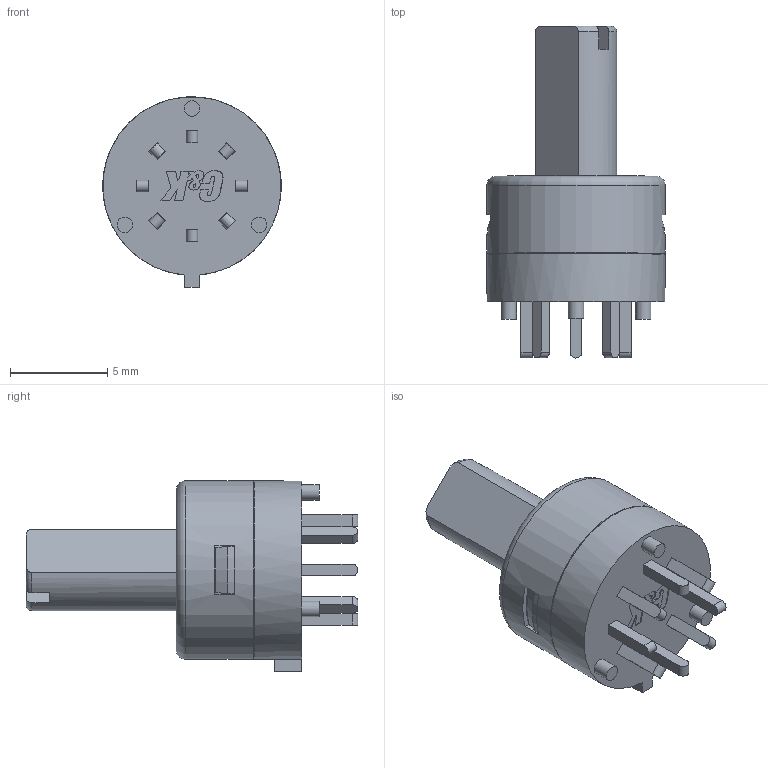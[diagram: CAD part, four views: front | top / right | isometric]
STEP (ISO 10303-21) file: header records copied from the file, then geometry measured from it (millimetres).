
FILE_DESCRIPTION(/* description */ ('STEP AP242','CAx-IF Rec.Pracs.---Representation and Presentation of Product Manufacturing Information (PMI)---4.0---2014-10-13','CAx-IF Rec.Pracs.---3D Tessellated Geometry---0.4---2014-09-14','2;1'),/* implementation_level */ '2;1');
FILE_NAME(/* name */ '66b82f0eaabe8b64e69bc79a',/* time_stamp */ '2024-08-11T03:25:03Z',/* author */ (''),/* organization */ (''),/* preprocessor_version */ 'ST-DEVELOPER v20',/* originating_system */ ' ',/* authorisation */ ' ');
FILE_SCHEMA (('AP242_MANAGED_MODEL_BASED_3D_ENGINEERING_MIM_LF { 1 0 10303 442 1 1 4 }'));
Length unit declared in the file: metre
Products named in the file (1): RM101772BCB
Bounding box: 9.2 x 17.1 x 9.81 mm (x, y, z)
Volume: 527.5 mm3; surface area: 501.3 mm2
Topology: 1 solids, 1 shells, 166 faces, 414 edges, 280 vertices
Faces by surface type: plane 110, cylinder 38, bspline 12, torus 4, cone 2
Full cylindrical faces by diameter (mm): 0.8 x3, 1 x7, 4.4 x1, 9.1 x1, 9.2 x2
Entity records: 5815 total; most frequent: CARTESIAN_POINT 1199, ORIENTED_EDGE 764, DIRECTION 750, EDGE_CURVE 382, VERTEX_POINT 264, AXIS2_PLACEMENT_3D 251, LINE 248, VECTOR 248
